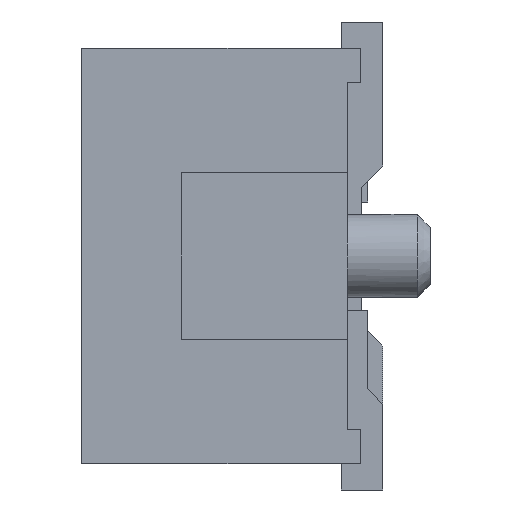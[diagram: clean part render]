
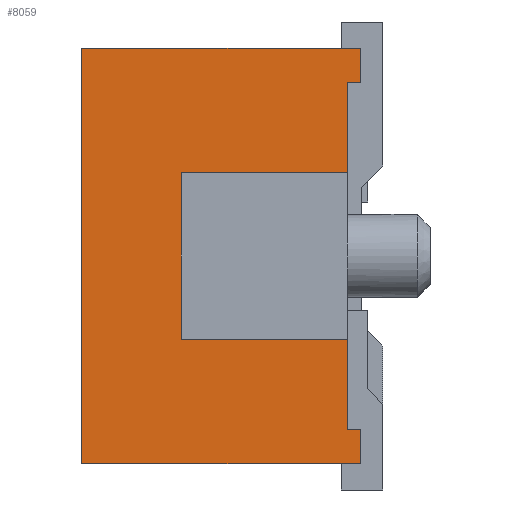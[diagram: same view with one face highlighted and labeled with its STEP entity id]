
A CAD part, left-side view. The second image highlights one B-rep face of the part: STEP entity #8059.
In plain terms, the highlighted planar face has unit normal (-1, 0, 0).
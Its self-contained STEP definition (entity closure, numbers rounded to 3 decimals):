
#511=DIRECTION('',(0.,0.,1.));
#512=VECTOR('',#511,1.385);
#513=CARTESIAN_POINT('',(-3.425,0.,-2.655));
#514=LINE('',#513,#512);
#515=DIRECTION('',(0.,1.,0.));
#516=VECTOR('',#515,0.2);
#517=CARTESIAN_POINT('',(-3.425,-0.2,-2.655));
#518=LINE('',#517,#516);
#519=DIRECTION('',(0.,0.,1.));
#520=VECTOR('',#519,0.52);
#521=CARTESIAN_POINT('',(-3.425,-0.2,-3.175));
#522=LINE('',#521,#520);
#523=DIRECTION('',(0.,-1.,0.));
#524=VECTOR('',#523,4.26);
#525=CARTESIAN_POINT('',(-3.425,4.06,-3.175));
#526=LINE('',#525,#524);
#527=DIRECTION('',(0.,0.,-1.));
#528=VECTOR('',#527,6.35);
#529=CARTESIAN_POINT('',(-3.425,4.06,3.175));
#530=LINE('',#529,#528);
#531=DIRECTION('',(0.,1.,0.));
#532=VECTOR('',#531,4.26);
#533=CARTESIAN_POINT('',(-3.425,-0.2,3.175));
#534=LINE('',#533,#532);
#535=DIRECTION('',(0.,0.,1.));
#536=VECTOR('',#535,0.52);
#537=CARTESIAN_POINT('',(-3.425,-0.2,2.655));
#538=LINE('',#537,#536);
#539=DIRECTION('',(0.,-1.,0.));
#540=VECTOR('',#539,0.2);
#541=CARTESIAN_POINT('',(-3.425,0.,2.655));
#542=LINE('',#541,#540);
#543=DIRECTION('',(0.,0.,1.));
#544=VECTOR('',#543,1.385);
#545=CARTESIAN_POINT('',(-3.425,0.,1.27));
#546=LINE('',#545,#544);
#599=DIRECTION('',(0.,1.,0.));
#600=VECTOR('',#599,2.54);
#601=CARTESIAN_POINT('',(-3.425,0.,1.27));
#602=LINE('',#601,#600);
#684=DIRECTION('',(0.,-1.,0.));
#685=VECTOR('',#684,2.54);
#686=CARTESIAN_POINT('',(-3.425,2.54,-1.27));
#687=LINE('',#686,#685);
#696=DIRECTION('',(0.,0.,1.));
#697=VECTOR('',#696,2.54);
#698=CARTESIAN_POINT('',(-3.425,2.54,-1.27));
#699=LINE('',#698,#697);
#5319=CARTESIAN_POINT('',(-3.425,0.,2.655));
#5320=VERTEX_POINT('',#5319);
#5321=CARTESIAN_POINT('',(-3.425,0.,1.27));
#5322=VERTEX_POINT('',#5321);
#5335=CARTESIAN_POINT('',(-3.425,0.,-1.27));
#5336=VERTEX_POINT('',#5335);
#5337=CARTESIAN_POINT('',(-3.425,0.,-2.655));
#5338=VERTEX_POINT('',#5337);
#5771=CARTESIAN_POINT('',(-3.425,4.06,-3.175));
#5773=VERTEX_POINT('',#5771);
#5777=CARTESIAN_POINT('',(-3.425,4.06,3.175));
#5778=VERTEX_POINT('',#5777);
#6049=CARTESIAN_POINT('',(-3.425,-0.2,-3.175));
#6050=VERTEX_POINT('',#6049);
#6157=CARTESIAN_POINT('',(-3.425,-0.2,3.175));
#6158=VERTEX_POINT('',#6157);
#6351=CARTESIAN_POINT('',(-3.425,-0.2,2.655));
#6352=VERTEX_POINT('',#6351);
#6541=CARTESIAN_POINT('',(-3.425,-0.2,-2.655));
#6542=VERTEX_POINT('',#6541);
#6979=CARTESIAN_POINT('',(-3.425,2.54,1.27));
#6980=VERTEX_POINT('',#6979);
#6981=CARTESIAN_POINT('',(-3.425,2.54,-1.27));
#6982=VERTEX_POINT('',#6981);
#8034=CARTESIAN_POINT('',(-3.425,1.93,0.));
#8035=DIRECTION('',(1.,0.,0.));
#8036=DIRECTION('',(0.,0.,1.));
#8037=AXIS2_PLACEMENT_3D('',#8034,#8035,#8036);
#8038=PLANE('',#8037);
#8039=ORIENTED_EDGE('',*,*,#7307,.F.);
#8041=ORIENTED_EDGE('',*,*,#8040,.F.);
#8042=ORIENTED_EDGE('',*,*,#8027,.F.);
#8043=ORIENTED_EDGE('',*,*,#7719,.F.);
#8044=ORIENTED_EDGE('',*,*,#7394,.F.);
#8045=ORIENTED_EDGE('',*,*,#7057,.F.);
#8047=ORIENTED_EDGE('',*,*,#8046,.F.);
#8049=ORIENTED_EDGE('',*,*,#8048,.F.);
#8050=ORIENTED_EDGE('',*,*,#7323,.F.);
#8052=ORIENTED_EDGE('',*,*,#8051,.T.);
#8054=ORIENTED_EDGE('',*,*,#8053,.F.);
#8056=ORIENTED_EDGE('',*,*,#8055,.T.);
#8057=EDGE_LOOP('',(#8039,#8041,#8042,#8043,#8044,#8045,#8047,#8049,#8050,#8052,
#8054,#8056));
#8058=FACE_OUTER_BOUND('',#8057,.F.);
#8059=ADVANCED_FACE('',(#8058),#8038,.F.);
#7057=EDGE_CURVE('',#6158,#5778,#534,.T.);
#7307=EDGE_CURVE('',#5338,#5336,#514,.T.);
#7323=EDGE_CURVE('',#5322,#5320,#546,.T.);
#7394=EDGE_CURVE('',#5778,#5773,#530,.T.);
#7719=EDGE_CURVE('',#5773,#6050,#526,.T.);
#8027=EDGE_CURVE('',#6050,#6542,#522,.T.);
#8040=EDGE_CURVE('',#6542,#5338,#518,.T.);
#8046=EDGE_CURVE('',#6352,#6158,#538,.T.);
#8048=EDGE_CURVE('',#5320,#6352,#542,.T.);
#8051=EDGE_CURVE('',#5322,#6980,#602,.T.);
#8053=EDGE_CURVE('',#6982,#6980,#699,.T.);
#8055=EDGE_CURVE('',#6982,#5336,#687,.T.);
